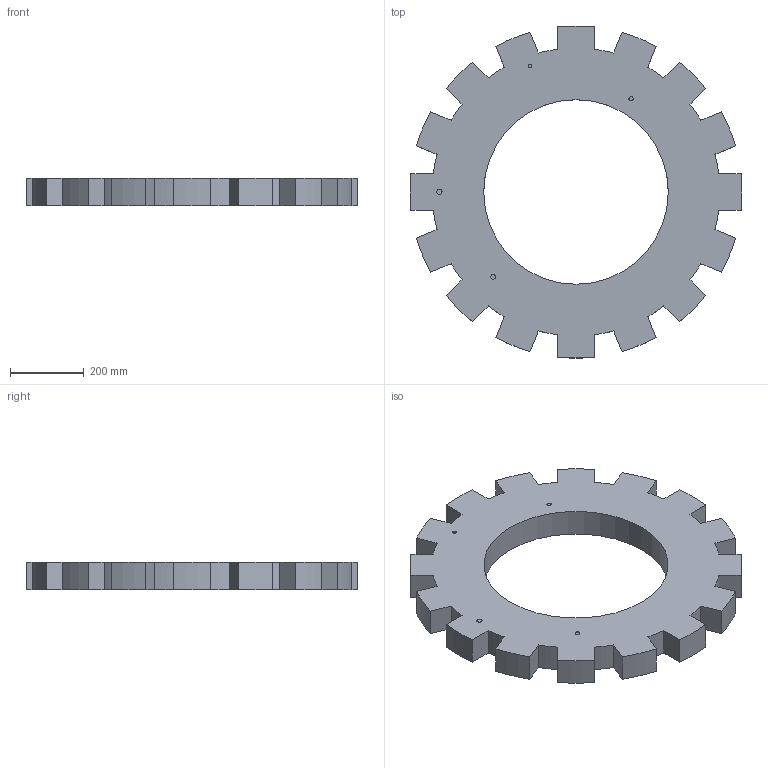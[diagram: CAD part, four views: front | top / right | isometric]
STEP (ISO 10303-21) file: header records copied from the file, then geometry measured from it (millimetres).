
FILE_DESCRIPTION(/* description */ ('STEP AP242','CAx-IF Rec.Pracs.---Representation and Presentation of Product Manufacturing Information (PMI)---4.0---2014-10-13','CAx-IF Rec.Pracs.---3D Tessellated Geometry---0.4---2014-09-14','2;1'),/* implementation_level */ '2;1');
FILE_NAME(/* name */ '6900c6e31b158d5785a33cb9',/* time_stamp */ '2025-10-28T13:36:36Z',/* author */ (''),/* organization */ (''),/* preprocessor_version */ 'ST-DEVELOPER v20',/* originating_system */ 'ONSHAPE BY PTC INC, 1.205',/* authorisation */ ' ');
FILE_SCHEMA (('AP242_MANAGED_MODEL_BASED_3D_ENGINEERING_MIM_LF { 1 0 10303 442 1 1 4 }'));
Length unit declared in the file: millimetre
Products named in the file (1): Part 1
Bounding box: 899.38 x 899.38 x 74.6 mm (x, y, z)
Volume: 28177394.8 mm3; surface area: 1199671.9 mm2
Topology: 1 solids, 1 shells, 75 faces, 207 edges, 138 vertices
Faces by surface type: plane 38, cylinder 37
Full cylindrical faces by diameter (mm): 8.94 x1, 11.653 x1, 12.557 x1, 14.28 x1, 500 x1
Entity records: 2416 total; most frequent: DIRECTION 428, CARTESIAN_POINT 416, ORIENTED_EDGE 404, EDGE_CURVE 202, AXIS2_PLACEMENT_3D 150, VERTEX_POINT 138, LINE 128, VECTOR 128
